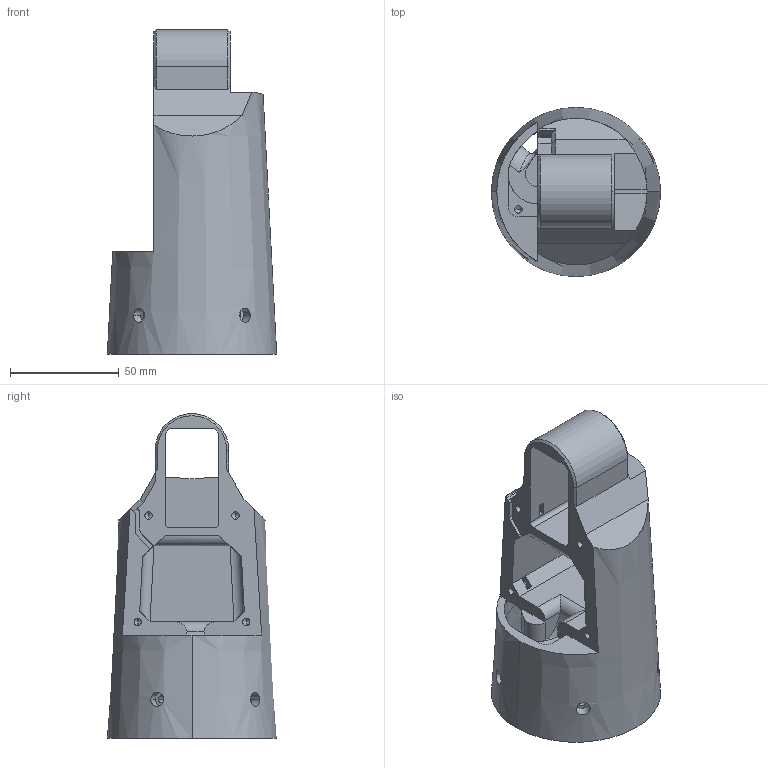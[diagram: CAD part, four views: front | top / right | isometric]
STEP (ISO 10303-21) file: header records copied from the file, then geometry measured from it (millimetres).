
FILE_DESCRIPTION (( 'STEP AP214' ), '1' );
FILE_NAME ('fore_arm.STEP', '2025-03-31T14:03:45', ( '' ), ( '' ), 'SwSTEP 2.0', 'SolidWorks 2025', '' );
FILE_SCHEMA (( 'AUTOMOTIVE_DESIGN' ));
Length unit declared in the file: millimetre
Products named in the file (1): fore_arm_part1
Bounding box: 78 x 78 x 149.55 mm (x, y, z)
Volume: 273969.2 mm3; surface area: 60681.6 mm2
Topology: 1 solids, 1 shells, 219 faces, 584 edges, 369 vertices
Faces by surface type: plane 100, cylinder 73, cone 26, bspline 12, torus 8
Entity records: 7880 total; most frequent: CARTESIAN_POINT 2505, ORIENTED_EDGE 1148, DIRECTION 1071, EDGE_CURVE 574, AXIS2_PLACEMENT_3D 374, VERTEX_POINT 369, LINE 323, VECTOR 323
